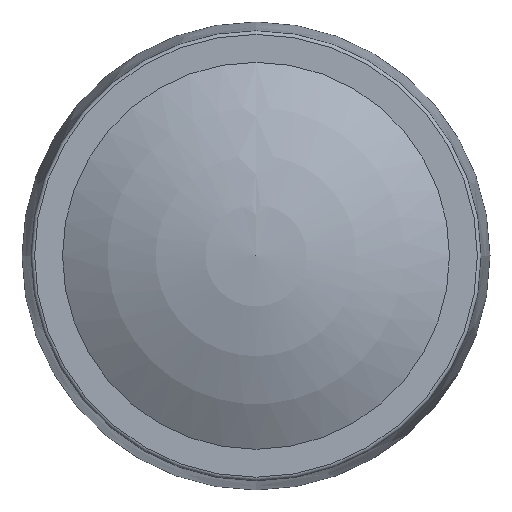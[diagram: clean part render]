
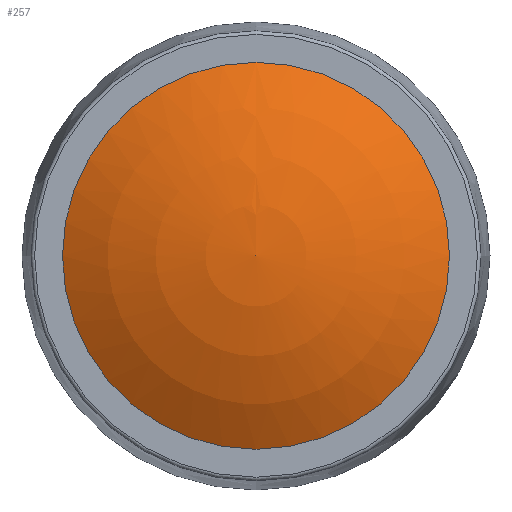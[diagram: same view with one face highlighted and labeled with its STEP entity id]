
A CAD part, top view. The second image highlights one B-rep face of the part: STEP entity #257.
In plain terms, the highlighted spherical face has radius 20.76 mm.
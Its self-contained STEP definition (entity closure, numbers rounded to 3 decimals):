
#36=ORIENTED_EDGE('',*,*,#64,.T.);
#64=EDGE_CURVE('',#78,#78,#93,.T.);
#78=VERTEX_POINT('',#359);
#93=CIRCLE('',#277,10.75);
#105=EDGE_LOOP('',(#36));
#133=FACE_BOUND('',#105,.T.);
#162=SPHERICAL_SURFACE('',#276,20.76);
#257=ADVANCED_FACE('',(#133),#162,.T.);
#276=AXIS2_PLACEMENT_3D('',#357,#304,#305);
#277=AXIS2_PLACEMENT_3D('',#358,#306,#307);
#304=DIRECTION('',(0.,0.,1.));
#305=DIRECTION('',(0.,1.,0.));
#306=DIRECTION('',(0.,0.,1.));
#307=DIRECTION('',(1.,0.,0.));
#357=CARTESIAN_POINT('',(0.,0.,-5.76));
#358=CARTESIAN_POINT('',(0.,0.,12.));
#359=CARTESIAN_POINT('',(10.75,0.,12.));
